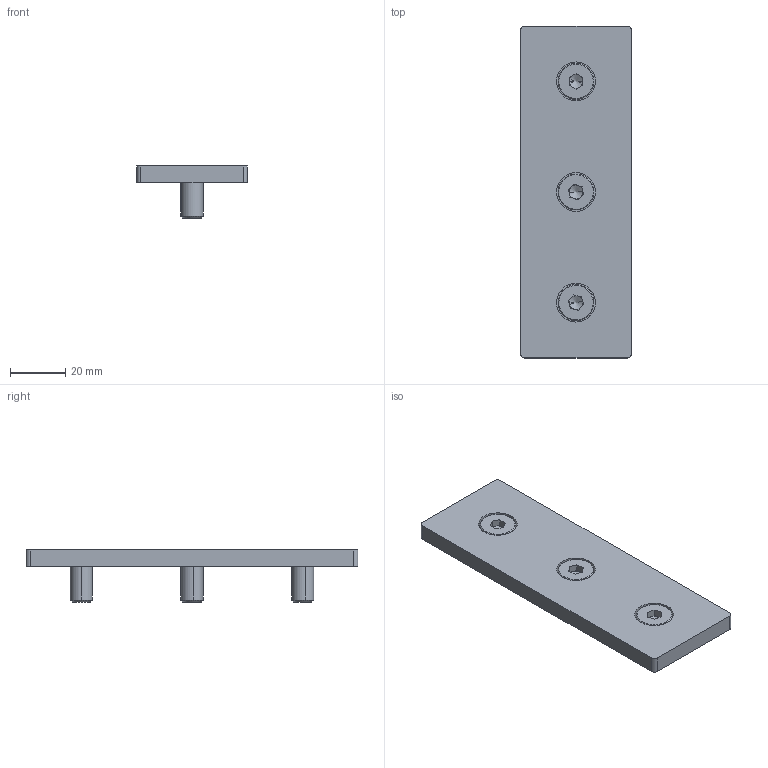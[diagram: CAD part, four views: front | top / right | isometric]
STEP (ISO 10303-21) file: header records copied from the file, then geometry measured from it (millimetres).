
FILE_DESCRIPTION (( 'STEP AP214' ), '1' );
FILE_NAME ('40X120 End Cap Kit - Black(40AEC-1401-011-01).STEP', '2023-09-08T19:21:31', ( '' ), ( '' ), 'SwSTEP 2.0', 'SolidWorks 2020', '' );
FILE_SCHEMA (( 'AUTOMOTIVE_DESIGN' ));
Length unit declared in the file: millimetre
Products named in the file (1): 40X120 End Cap Kit - Black(40AEC-1401-011-01)
Bounding box: 40 x 120 x 18.8 mm (x, y, z)
Volume: 30162 mm3; surface area: 14175.1 mm2
Topology: 4 solids, 4 shells, 106 faces, 234 edges, 139 vertices
Faces by surface type: plane 54, cylinder 28, cone 18, torus 6
Entity records: 4097 total; most frequent: DIRECTION 540, CARTESIAN_POINT 474, ORIENTED_EDGE 456, EDGE_CURVE 228, AXIS2_PLACEMENT_3D 205, VERTEX_POINT 139, LINE 130, VECTOR 130
